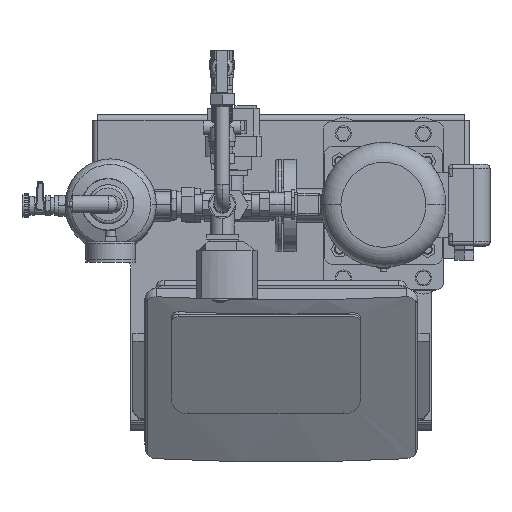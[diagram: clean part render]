
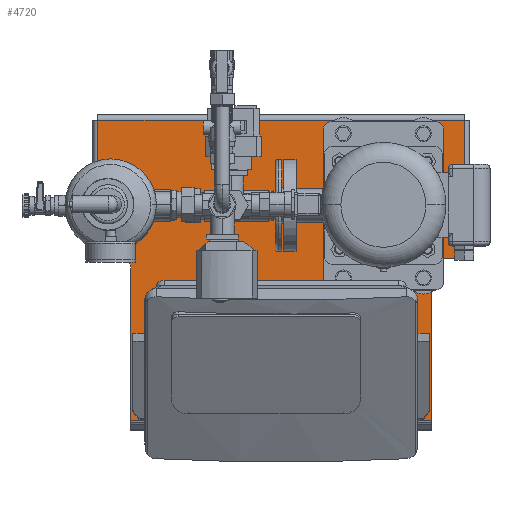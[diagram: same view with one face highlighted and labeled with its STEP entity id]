
A CAD part, top view. The second image highlights one B-rep face of the part: STEP entity #4720.
In plain terms, the highlighted planar face has unit normal (0, 0, 1).
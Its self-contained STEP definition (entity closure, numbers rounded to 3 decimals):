
#2898=CARTESIAN_POINT('',(-163.551,-249.143,30.));
#2899=VERTEX_POINT('',#2898);
#2908=CARTESIAN_POINT('',(-171.449,-244.828,30.));
#2909=VERTEX_POINT('',#2908);
#2910=CARTESIAN_POINT('',(-167.5,-246.985,30.));
#2911=DIRECTION('',(0.0,0.0,1.0));
#2912=DIRECTION('',(0.878,-0.479,0.0));
#2913=AXIS2_PLACEMENT_3D('',#2910,#2911,#2912);
#2914=CIRCLE('',#2913,4.5);
#2915=EDGE_CURVE('',#2899,#2909,#2914,.T.);
#2940=CARTESIAN_POINT('',(171.449,-249.143,30.));
#2941=VERTEX_POINT('',#2940);
#2950=CARTESIAN_POINT('',(163.551,-244.828,30.));
#2951=VERTEX_POINT('',#2950);
#2952=CARTESIAN_POINT('',(167.5,-246.985,30.));
#2953=DIRECTION('',(0.0,0.0,1.0));
#2954=DIRECTION('',(-0.878,0.479,0.0));
#2955=AXIS2_PLACEMENT_3D('',#2952,#2953,#2954);
#2956=CIRCLE('',#2955,4.5);
#2957=EDGE_CURVE('',#2941,#2951,#2956,.T.);
#2982=CARTESIAN_POINT('',(171.449,-207.143,30.));
#2983=VERTEX_POINT('',#2982);
#2992=CARTESIAN_POINT('',(163.551,-202.828,30.));
#2993=VERTEX_POINT('',#2992);
#2994=CARTESIAN_POINT('',(167.5,-204.985,30.));
#2995=DIRECTION('',(0.0,0.0,1.0));
#2996=DIRECTION('',(0.878,-0.479,0.0));
#2997=AXIS2_PLACEMENT_3D('',#2994,#2995,#2996);
#2998=CIRCLE('',#2997,4.5);
#2999=EDGE_CURVE('',#2983,#2993,#2998,.T.);
#3024=CARTESIAN_POINT('',(-163.551,-207.143,30.));
#3025=VERTEX_POINT('',#3024);
#3034=CARTESIAN_POINT('',(-171.449,-202.828,30.));
#3035=VERTEX_POINT('',#3034);
#3036=CARTESIAN_POINT('',(-167.5,-204.985,30.));
#3037=DIRECTION('',(0.0,0.0,1.0));
#3038=DIRECTION('',(0.878,-0.479,0.0));
#3039=AXIS2_PLACEMENT_3D('',#3036,#3037,#3038);
#3040=CIRCLE('',#3039,4.5);
#3041=EDGE_CURVE('',#3025,#3035,#3040,.T.);
#3068=CARTESIAN_POINT('',(228.5,90.515,30.));
#3069=VERTEX_POINT('',#3068);
#3173=CARTESIAN_POINT('',(-228.5,90.515,30.));
#3174=VERTEX_POINT('',#3173);
#3276=CARTESIAN_POINT('',(-228.5,90.515,30.));
#3277=DIRECTION('',(1.0,0.0,0.0));
#3278=VECTOR('',#3277,457.);
#3279=LINE('',#3276,#3278);
#3280=EDGE_CURVE('',#3069,#3174,#3279,.F.);
#3711=CARTESIAN_POINT('',(228.5,-81.985,30.));
#3712=VERTEX_POINT('',#3711);
#3713=CARTESIAN_POINT('',(228.5,-81.985,30.));
#3714=DIRECTION('',(0.0,1.0,0.0));
#3715=VECTOR('',#3714,172.5);
#3716=LINE('',#3713,#3715);
#3717=EDGE_CURVE('',#3712,#3069,#3716,.T.);
#3744=CARTESIAN_POINT('',(-228.5,-81.985,30.));
#3745=VERTEX_POINT('',#3744);
#3753=CARTESIAN_POINT('',(-228.5,-81.985,30.));
#3754=DIRECTION('',(0.0,1.0,0.0));
#3755=VECTOR('',#3754,172.5);
#3756=LINE('',#3753,#3755);
#3757=EDGE_CURVE('',#3174,#3745,#3756,.F.);
#3874=CARTESIAN_POINT('',(-167.5,-204.985,30.));
#3875=DIRECTION('',(0.0,0.0,1.0));
#3876=DIRECTION('',(0.878,-0.479,0.0));
#3877=AXIS2_PLACEMENT_3D('',#3874,#3875,#3876);
#3878=CIRCLE('',#3877,4.5);
#3879=EDGE_CURVE('',#3035,#3025,#3878,.T.);
#3898=CARTESIAN_POINT('',(167.5,-204.985,30.));
#3899=DIRECTION('',(0.0,0.0,1.0));
#3900=DIRECTION('',(0.878,-0.479,0.0));
#3901=AXIS2_PLACEMENT_3D('',#3898,#3899,#3900);
#3902=CIRCLE('',#3901,4.5);
#3903=EDGE_CURVE('',#2993,#2983,#3902,.T.);
#3969=CARTESIAN_POINT('',(-200.,-81.985,30.));
#3970=VERTEX_POINT('',#3969);
#3977=CARTESIAN_POINT('',(-228.5,-81.985,30.));
#3978=DIRECTION('',(1.0,0.0,0.0));
#3979=VECTOR('',#3978,28.5);
#3980=LINE('',#3977,#3979);
#3981=EDGE_CURVE('',#3745,#3970,#3980,.T.);
#4000=CARTESIAN_POINT('',(-187.5,-94.485,30.));
#4001=VERTEX_POINT('',#4000);
#4008=CARTESIAN_POINT('',(-200.,-94.485,30.));
#4009=DIRECTION('',(0.0,0.0,1.0));
#4010=DIRECTION('',(0.0,1.0,0.0));
#4011=AXIS2_PLACEMENT_3D('',#4008,#4009,#4010);
#4012=CIRCLE('',#4011,12.5);
#4013=EDGE_CURVE('',#4001,#3970,#4012,.T.);
#4026=CARTESIAN_POINT('',(-187.5,-284.295,30.));
#4027=VERTEX_POINT('',#4026);
#4034=CARTESIAN_POINT('',(-187.5,-284.295,30.));
#4035=DIRECTION('',(0.0,1.0,0.0));
#4036=VECTOR('',#4035,189.81);
#4037=LINE('',#4034,#4036);
#4038=EDGE_CURVE('',#4001,#4027,#4037,.F.);
#4181=CARTESIAN_POINT('',(187.5,-284.295,30.));
#4182=VERTEX_POINT('',#4181);
#4222=CARTESIAN_POINT('',(187.5,-94.485,30.));
#4223=VERTEX_POINT('',#4222);
#4230=CARTESIAN_POINT('',(187.5,-284.295,30.));
#4231=DIRECTION('',(0.0,1.0,0.0));
#4232=VECTOR('',#4231,189.81);
#4233=LINE('',#4230,#4232);
#4234=EDGE_CURVE('',#4182,#4223,#4233,.T.);
#4254=CARTESIAN_POINT('',(200.0,-81.985,30.));
#4255=VERTEX_POINT('',#4254);
#4262=CARTESIAN_POINT('',(200.0,-94.485,30.));
#4263=DIRECTION('',(0.0,0.0,1.0));
#4264=DIRECTION('',(-1.0,0.0,0.0));
#4265=AXIS2_PLACEMENT_3D('',#4262,#4263,#4264);
#4266=CIRCLE('',#4265,12.5);
#4267=EDGE_CURVE('',#4255,#4223,#4266,.T.);
#4278=CARTESIAN_POINT('',(200.0,-81.985,30.));
#4279=DIRECTION('',(1.0,0.0,0.0));
#4280=VECTOR('',#4279,28.5);
#4281=LINE('',#4278,#4280);
#4282=EDGE_CURVE('',#3712,#4255,#4281,.F.);
#4602=CARTESIAN_POINT('',(167.5,-246.985,30.));
#4603=DIRECTION('',(0.0,0.0,1.0));
#4604=DIRECTION('',(-0.878,0.479,0.0));
#4605=AXIS2_PLACEMENT_3D('',#4602,#4603,#4604);
#4606=CIRCLE('',#4605,4.5);
#4607=EDGE_CURVE('',#2951,#2941,#4606,.T.);
#4619=CARTESIAN_POINT('',(-187.5,-284.295,30.));
#4620=DIRECTION('',(1.0,0.0,0.0));
#4621=VECTOR('',#4620,375.);
#4622=LINE('',#4619,#4621);
#4623=EDGE_CURVE('',#4182,#4027,#4622,.F.);
#4643=CARTESIAN_POINT('',(-167.5,-246.985,30.));
#4644=DIRECTION('',(0.0,0.0,1.0));
#4645=DIRECTION('',(0.878,-0.479,0.0));
#4646=AXIS2_PLACEMENT_3D('',#4643,#4644,#4645);
#4647=CIRCLE('',#4646,4.5);
#4648=EDGE_CURVE('',#2909,#2899,#4647,.T.);
#4687=CARTESIAN_POINT('',(-75.,67.015,30.));
#4688=DIRECTION('',(0.0,0.0,1.0));
#4689=DIRECTION('',(1.0,0.0,0.0));
#4690=AXIS2_PLACEMENT_3D('',#4687,#4688,#4689);
#4691=PLANE('',#4690);
#4692=ORIENTED_EDGE('',*,*,#3757,.T.);
#4693=ORIENTED_EDGE('',*,*,#3981,.T.);
#4694=ORIENTED_EDGE('',*,*,#4013,.F.);
#4695=ORIENTED_EDGE('',*,*,#4038,.T.);
#4696=ORIENTED_EDGE('',*,*,#4623,.F.);
#4697=ORIENTED_EDGE('',*,*,#4234,.T.);
#4698=ORIENTED_EDGE('',*,*,#4267,.F.);
#4699=ORIENTED_EDGE('',*,*,#4282,.F.);
#4700=ORIENTED_EDGE('',*,*,#3717,.T.);
#4701=ORIENTED_EDGE('',*,*,#3280,.T.);
#4702=EDGE_LOOP('',(#4692,#4693,#4694,#4695,#4696,#4697,#4698,#4699,#4700,#4701));
#4703=FACE_OUTER_BOUND('',#4702,.T.);
#4704=ORIENTED_EDGE('',*,*,#2999,.F.);
#4705=ORIENTED_EDGE('',*,*,#3903,.F.);
#4706=EDGE_LOOP('',(#4704,#4705));
#4707=FACE_BOUND('',#4706,.T.);
#4708=ORIENTED_EDGE('',*,*,#3879,.F.);
#4709=ORIENTED_EDGE('',*,*,#3041,.F.);
#4710=EDGE_LOOP('',(#4708,#4709));
#4711=FACE_BOUND('',#4710,.T.);
#4712=ORIENTED_EDGE('',*,*,#2915,.F.);
#4713=ORIENTED_EDGE('',*,*,#4648,.F.);
#4714=EDGE_LOOP('',(#4712,#4713));
#4715=FACE_BOUND('',#4714,.T.);
#4716=ORIENTED_EDGE('',*,*,#2957,.F.);
#4717=ORIENTED_EDGE('',*,*,#4607,.F.);
#4718=EDGE_LOOP('',(#4716,#4717));
#4719=FACE_BOUND('',#4718,.T.);
#4720=ADVANCED_FACE('',(#4703,#4707,#4711,#4715,#4719),#4691,.T.);
